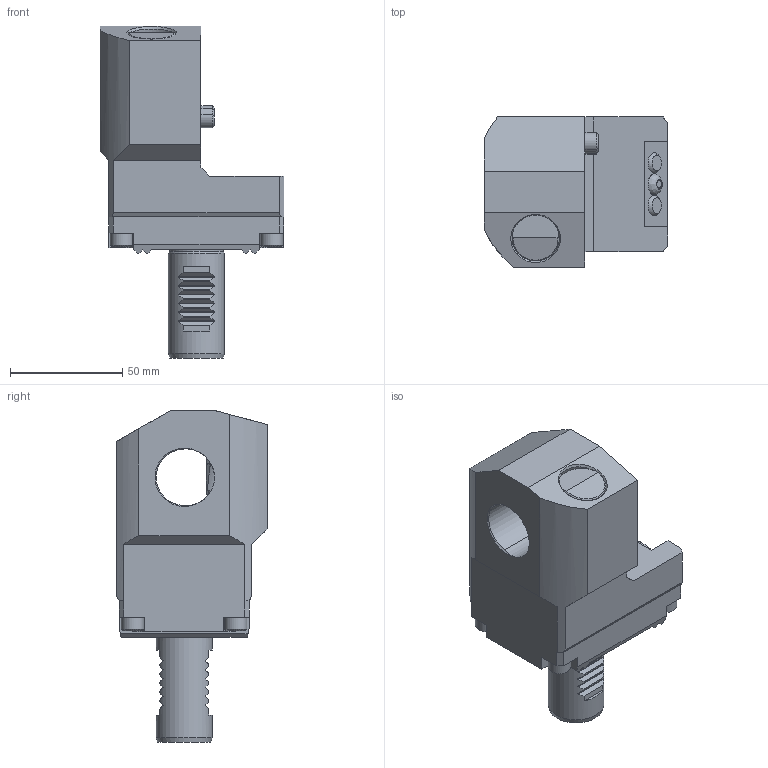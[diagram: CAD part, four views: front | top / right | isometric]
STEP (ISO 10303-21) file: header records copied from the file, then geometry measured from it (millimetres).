
FILE_DESCRIPTION(/* description */ (''),/* implementation_level */ '2;1');
FILE_NAME(/* name */ 'W1250001B_stp.stp',/* time_stamp */ '2009-06-04T09:43:50+02:00',/* author */ (''),/* organization */ (''),/* preprocessor_version */ 'ST-DEVELOPER v11',/* originating_system */ 'UGS - NX 5.0',/* authorisation */ '');
FILE_SCHEMA (('AUTOMOTIVE_DESIGN { 1 0 10303 214 0 1 1 1 }'));
Length unit declared in the file: millimetre
Products named in the file (1): krueF083p7b7
Bounding box: 82 x 67 x 148 mm (x, y, z)
Volume: 323808.6 mm3; surface area: 43018.4 mm2
Topology: 1 solids, 1 shells, 229 faces, 601 edges, 392 vertices
Faces by surface type: plane 156, cylinder 44, cone 21, torus 5, sphere 2, bspline 1
Full cylindrical faces by diameter (mm): 8 x1, 10 x4, 24.1 x1, 25 x1, 25.4 x1, 26 x1, 26.1 x1
Entity records: 7330 total; most frequent: CARTESIAN_POINT 1684, DIRECTION 1150, ORIENTED_EDGE 1118, EDGE_CURVE 559, AXIS2_PLACEMENT_3D 396, VERTEX_POINT 382, LINE 358, VECTOR 358
